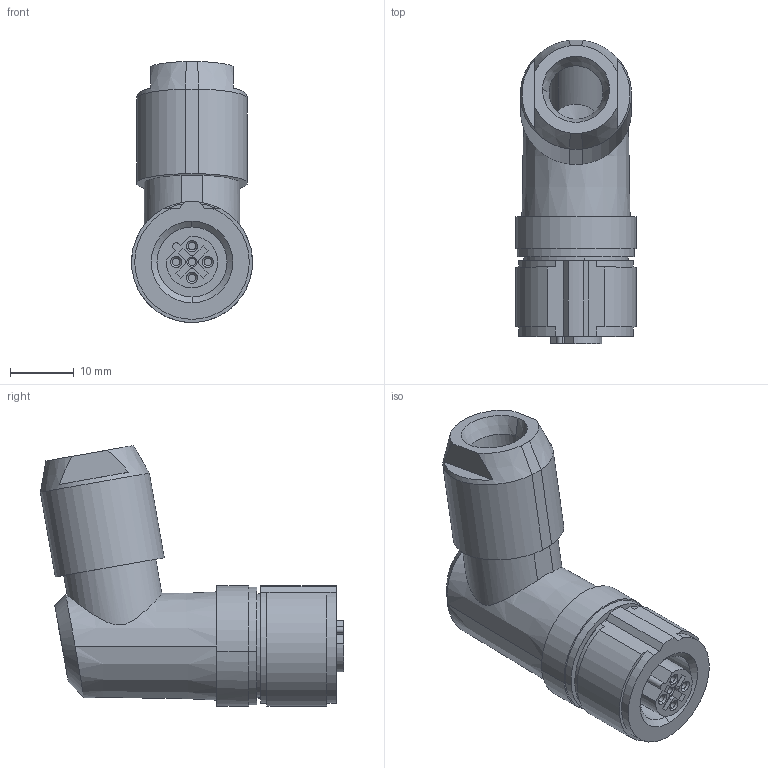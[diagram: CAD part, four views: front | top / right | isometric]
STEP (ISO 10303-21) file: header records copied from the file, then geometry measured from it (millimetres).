
FILE_DESCRIPTION(('Creo Elements/Direct Modeling STEP Export'),'2;1');
FILE_NAME('model.stp','2018-12-13T 0:13:05',(''),(''),'Creo Elements/Direct Modeling STEP processor for AP214 (Solid Model)','Creo Elements/Direct Modeling 18.1I 14-Aug-2016 (C) Parametric Technology GmbH','');
FILE_SCHEMA(('AUTOMOTIVE_DESIGN { 1 0 10303 214 1 1 1 1 }'));
Length unit declared in the file: millimetre
Products named in the file (2): SACC...FRB_3...SH_PB-select
Assembly tree (1 placements, depth 2):
  SACC...FRB_3...SH_PB-select
    SACC...FRB_3...SH_PB-select
Bounding box: 18.98 x 47.66 x 41 mm (x, y, z)
Volume: 12838.5 mm3; surface area: 5975.5 mm2
Topology: 1 solids, 1 shells, 103 faces, 249 edges, 163 vertices
Faces by surface type: plane 48, cylinder 34, cone 19, bspline 2
Entity records: 5638 total; most frequent: CARTESIAN_POINT 2523, ORIENTED_EDGE 498, DIRECTION 443, EDGE_CURVE 249, VERTEX_POINT 163, AXIS2_PLACEMENT_3D 156, VECTOR 131, LINE 131
